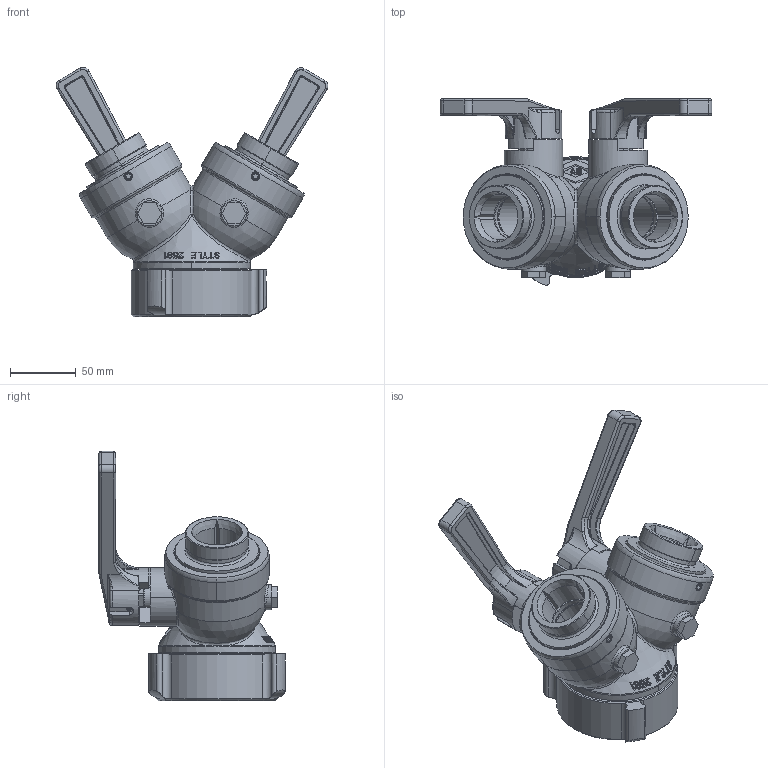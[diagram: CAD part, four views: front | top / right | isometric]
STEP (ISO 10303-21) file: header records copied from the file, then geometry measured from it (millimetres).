
FILE_DESCRIPTION((''),'2;1');
FILE_NAME('D41325_SW0001','2012-12-28T',('cleon'),(''),'PRO/ENGINEER BY PARAMETRIC TECHNOLOGY CORPORATION, 2011180','PRO/ENGINEER BY PARAMETRIC TECHNOLOGY CORPORATION, 2011180','');
FILE_SCHEMA(('CONFIG_CONTROL_DESIGN'));
Length unit declared in the file: inch
Products named in the file (1): D41325_SW0001
Bounding box: 206.6 x 141.35 x 189.41 mm (x, y, z)
Surface area: 234493 mm2 (no closed solid volume)
Topology: 0 solids, 64 shells, 2533 faces, 10843 edges, 8040 vertices
Faces by surface type: plane 1801, cylinder 331, torus 134, bspline 125, cone 115, sphere 27
Entity records: 123517 total; most frequent: CARTESIAN_POINT 38378, ORIENTED_EDGE 16670, DIRECTION 15864, EDGE_CURVE 10835, VECTOR 8680, LINE 8680, VERTEX_POINT 8040, AXIS2_PLACEMENT_3D 3592
